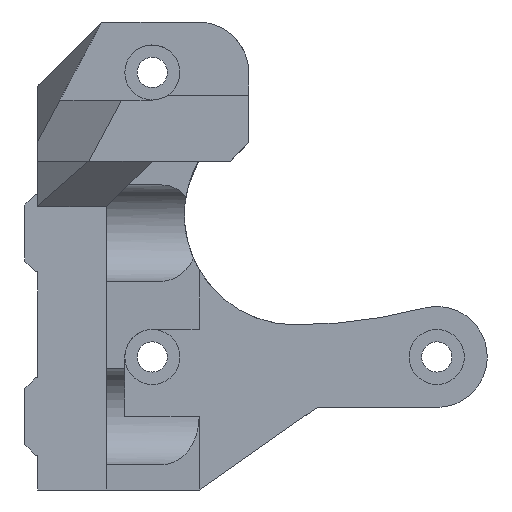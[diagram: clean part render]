
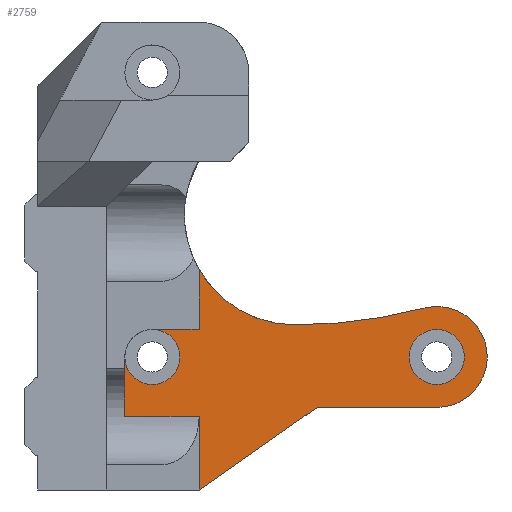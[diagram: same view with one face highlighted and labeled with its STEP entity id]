
A CAD part, front view. The second image highlights one B-rep face of the part: STEP entity #2759.
In plain terms, the highlighted planar face has unit normal (0, -1, 0).
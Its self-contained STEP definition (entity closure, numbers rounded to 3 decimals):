
#43=FACE_BOUND('',#425,.T.);
#63=CIRCLE('',#2932,12.);
#77=CIRCLE('',#2983,3.);
#78=CIRCLE('',#2984,5.5);
#79=CIRCLE('',#2985,55.563);
#80=CIRCLE('',#2986,3.);
#252=FACE_OUTER_BOUND('',#424,.T.);
#424=EDGE_LOOP('',(#2354,#2355,#2356,#2357,#2358,#2359,#2360,#2361,#2362,
#2363,#2364));
#425=EDGE_LOOP('',(#2365));
#676=LINE('',#4243,#999);
#705=LINE('',#4381,#1028);
#711=LINE('',#4393,#1034);
#715=LINE('',#4402,#1038);
#740=LINE('',#4463,#1063);
#749=LINE('',#4482,#1072);
#757=LINE('',#4501,#1080);
#999=VECTOR('',#3451,10.);
#1028=VECTOR('',#3550,10.);
#1034=VECTOR('',#3558,10.);
#1038=VECTOR('',#3568,10.);
#1063=VECTOR('',#3627,10.);
#1072=VECTOR('',#3644,10.);
#1080=VECTOR('',#3666,10.);
#1253=VERTEX_POINT('',#4235);
#1255=VERTEX_POINT('',#4241);
#1274=VERTEX_POINT('',#4299);
#1275=VERTEX_POINT('',#4301);
#1298=VERTEX_POINT('',#4377);
#1300=VERTEX_POINT('',#4380);
#1304=VERTEX_POINT('',#4389);
#1305=VERTEX_POINT('',#4391);
#1326=VERTEX_POINT('',#4461);
#1336=VERTEX_POINT('',#4500);
#1337=VERTEX_POINT('',#4502);
#1338=VERTEX_POINT('',#4505);
#1573=EDGE_CURVE('',#1253,#1255,#676,.T.);
#1595=EDGE_CURVE('',#1275,#1274,#63,.T.);
#1630=EDGE_CURVE('',#1298,#1300,#705,.T.);
#1636=EDGE_CURVE('',#1305,#1304,#711,.T.);
#1641=EDGE_CURVE('',#1274,#1304,#715,.T.);
#1673=EDGE_CURVE('',#1326,#1298,#740,.T.);
#1683=EDGE_CURVE('',#1326,#1253,#749,.T.);
#1691=EDGE_CURVE('',#1300,#1305,#77,.T.);
#1692=EDGE_CURVE('',#1255,#1336,#757,.T.);
#1693=EDGE_CURVE('',#1337,#1336,#78,.T.);
#1694=EDGE_CURVE('',#1337,#1275,#79,.T.);
#1695=EDGE_CURVE('',#1338,#1338,#80,.T.);
#2354=ORIENTED_EDGE('',*,*,#1641,.T.);
#2355=ORIENTED_EDGE('',*,*,#1636,.F.);
#2356=ORIENTED_EDGE('',*,*,#1691,.F.);
#2357=ORIENTED_EDGE('',*,*,#1630,.F.);
#2358=ORIENTED_EDGE('',*,*,#1673,.F.);
#2359=ORIENTED_EDGE('',*,*,#1683,.T.);
#2360=ORIENTED_EDGE('',*,*,#1573,.T.);
#2361=ORIENTED_EDGE('',*,*,#1692,.T.);
#2362=ORIENTED_EDGE('',*,*,#1693,.F.);
#2363=ORIENTED_EDGE('',*,*,#1694,.T.);
#2364=ORIENTED_EDGE('',*,*,#1595,.T.);
#2365=ORIENTED_EDGE('',*,*,#1695,.F.);
#2609=PLANE('',#2982);
#2759=ADVANCED_FACE('',(#252,#43),#2609,.F.);
#2932=AXIS2_PLACEMENT_3D('',#4302,#3488,#3489);
#2982=AXIS2_PLACEMENT_3D('',#4498,#3662,#3663);
#2983=AXIS2_PLACEMENT_3D('',#4499,#3664,#3665);
#2984=AXIS2_PLACEMENT_3D('',#4503,#3667,#3668);
#2985=AXIS2_PLACEMENT_3D('',#4504,#3669,#3670);
#2986=AXIS2_PLACEMENT_3D('',#4506,#3671,#3672);
#3451=DIRECTION('',(0.819,0.,0.574));
#3488=DIRECTION('center_axis',(0.,1.,0.));
#3489=DIRECTION('ref_axis',(0.,0.,-1.));
#3550=DIRECTION('',(0.,0.,1.));
#3558=DIRECTION('',(1.,0.,0.));
#3568=DIRECTION('',(0.,0.,-1.));
#3627=DIRECTION('',(-1.,0.,0.));
#3644=DIRECTION('',(0.,0.,-1.));
#3662=DIRECTION('center_axis',(0.,1.,0.));
#3663=DIRECTION('ref_axis',(1.,0.,0.));
#3664=DIRECTION('center_axis',(0.,-1.,0.));
#3665=DIRECTION('ref_axis',(1.,0.,0.));
#3666=DIRECTION('',(1.,0.,0.));
#3667=DIRECTION('center_axis',(0.,1.,0.));
#3668=DIRECTION('ref_axis',(-0.254,0.,0.967));
#3669=DIRECTION('center_axis',(0.,1.,0.));
#3670=DIRECTION('ref_axis',(0.254,0.,-0.967));
#3671=DIRECTION('center_axis',(0.,-1.,0.));
#3672=DIRECTION('ref_axis',(1.,0.,0.));
#4235=CARTESIAN_POINT('',(5.1,0.,-14.5));
#4241=CARTESIAN_POINT('',(17.953,0.,-5.5));
#4243=CARTESIAN_POINT('',(5.1,0.,-14.5));
#4299=CARTESIAN_POINT('',(5.1,0.,9.513));
#4301=CARTESIAN_POINT('',(15.5,0.,3.5));
#4302=CARTESIAN_POINT('Origin',(15.5,0.,15.5));
#4377=CARTESIAN_POINT('',(-3.,0.,-6.5));
#4380=CARTESIAN_POINT('',(-3.,0.,0.));
#4381=CARTESIAN_POINT('',(-3.,0.,-6.5));
#4389=CARTESIAN_POINT('',(5.1,0.,3.));
#4391=CARTESIAN_POINT('',(0.,0.,3.));
#4393=CARTESIAN_POINT('',(0.,0.,3.));
#4402=CARTESIAN_POINT('',(5.1,0.,16.175));
#4461=CARTESIAN_POINT('',(5.1,0.,-6.5));
#4463=CARTESIAN_POINT('',(-5.,0.,-6.5));
#4482=CARTESIAN_POINT('',(5.1,0.,16.175));
#4498=CARTESIAN_POINT('Origin',(11.3,0.,11.));
#4499=CARTESIAN_POINT('Origin',(0.,0.,0.));
#4500=CARTESIAN_POINT('',(31.,0.,-5.5));
#4501=CARTESIAN_POINT('',(17.953,0.,-5.5));
#4502=CARTESIAN_POINT('',(29.604,0.,5.32));
#4503=CARTESIAN_POINT('Origin',(31.,0.,0.));
#4504=CARTESIAN_POINT('Origin',(15.5,0.,59.063));
#4505=CARTESIAN_POINT('',(28.,0.,0.));
#4506=CARTESIAN_POINT('Origin',(31.,0.,0.));
